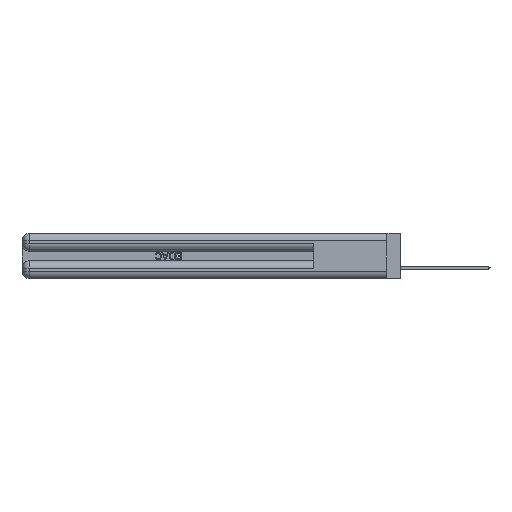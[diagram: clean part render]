
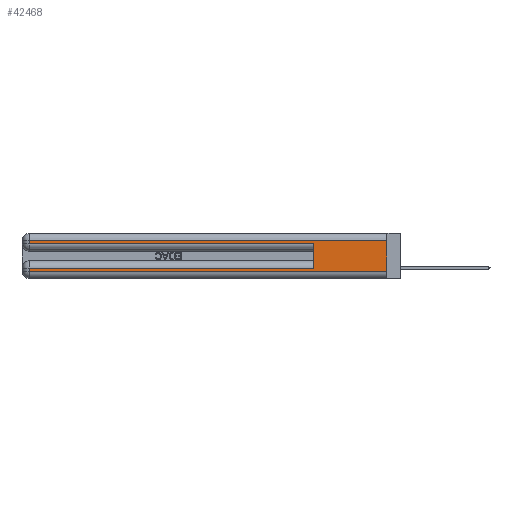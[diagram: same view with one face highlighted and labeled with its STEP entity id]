
A CAD part, left-side view. The second image highlights one B-rep face of the part: STEP entity #42468.
In plain terms, the highlighted planar face has unit normal (-1, 0, 0).
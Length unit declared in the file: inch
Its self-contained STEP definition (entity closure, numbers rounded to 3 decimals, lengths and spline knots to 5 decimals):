
#409 = CARTESIAN_POINT ( 'NONE',  ( 0., 2.94, 0.285 ) ) ;
#1837 = EDGE_CURVE ( 'NONE', #44312, #40993, #10261, .T. ) ;
#2437 = CARTESIAN_POINT ( 'NONE',  ( 0., 0.6, 0.285 ) ) ;
#4021 = VECTOR ( 'NONE', #45361, 39.37008 ) ;
#4146 = CARTESIAN_POINT ( 'NONE',  ( 0., 0., 0.37 ) ) ;
#5615 = EDGE_CURVE ( 'NONE', #31708, #40993, #35370, .T. ) ;
#6114 = FACE_OUTER_BOUND ( 'NONE', #7697, .T. ) ;
#6624 = PLANE ( 'NONE',  #38457 ) ;
#7384 = VERTEX_POINT ( 'NONE', #27730 ) ;
#7456 = DIRECTION ( 'NONE',  ( 0., 1., 0. ) ) ;
#7697 = EDGE_LOOP ( 'NONE', ( #15091, #18986, #35019, #25838, #17847, #32362, #37340, #46324 ) ) ;
#9021 = CARTESIAN_POINT ( 'NONE',  ( 0., 2.94, 0.06 ) ) ;
#10251 = CARTESIAN_POINT ( 'NONE',  ( 0., 0., 0.285 ) ) ;
#10261 = LINE ( 'NONE', #27927, #27785 ) ;
#10482 = EDGE_CURVE ( 'NONE', #7384, #28491, #31819, .T. ) ;
#10640 = DIRECTION ( 'NONE',  ( 0., 0., -1. ) ) ;
#12623 = CARTESIAN_POINT ( 'NONE',  ( 0., 2.94, 0.37 ) ) ;
#13895 = CARTESIAN_POINT ( 'NONE',  ( 0., 0., 0.37 ) ) ;
#15091 = ORIENTED_EDGE ( 'NONE', *, *, #5615, .F. ) ;
#15257 = LINE ( 'NONE', #10251, #30602 ) ;
#15716 = CARTESIAN_POINT ( 'NONE',  ( 0., 2.94, 0.31 ) ) ;
#16216 = DIRECTION ( 'NONE',  ( 0., 0., -1. ) ) ;
#17634 = DIRECTION ( 'NONE',  ( 0., -1., 0. ) ) ;
#17847 = ORIENTED_EDGE ( 'NONE', *, *, #10482, .F. ) ;
#17869 = VECTOR ( 'NONE', #24749, 39.37008 ) ;
#18986 = ORIENTED_EDGE ( 'NONE', *, *, #23695, .T. ) ;
#19091 = EDGE_CURVE ( 'NONE', #30297, #34440, #27799, .T. ) ;
#19231 = VECTOR ( 'NONE', #34805, 39.37008 ) ;
#20040 = LINE ( 'NONE', #38585, #34215 ) ;
#20070 = CARTESIAN_POINT ( 'NONE',  ( 0., 0.6, 0.145 ) ) ;
#23695 = EDGE_CURVE ( 'NONE', #31708, #30297, #32041, .T. ) ;
#24634 = DIRECTION ( 'NONE',  ( 1., 0., 0. ) ) ;
#24749 = DIRECTION ( 'NONE',  ( 0., 1., 0. ) ) ;
#25838 = ORIENTED_EDGE ( 'NONE', *, *, #39833, .T. ) ;
#27730 = CARTESIAN_POINT ( 'NONE',  ( 0., 0.6, 0.085 ) ) ;
#27785 = VECTOR ( 'NONE', #38483, 39.37008 ) ;
#27799 = LINE ( 'NONE', #41522, #19231 ) ;
#27927 = CARTESIAN_POINT ( 'NONE',  ( 0., 0., 0.06 ) ) ;
#28491 = VERTEX_POINT ( 'NONE', #2437 ) ;
#29560 = EDGE_CURVE ( 'NONE', #46284, #44312, #33716, .T. ) ;
#30297 = VERTEX_POINT ( 'NONE', #15716 ) ;
#30602 = VECTOR ( 'NONE', #17634, 39.37008 ) ;
#31708 = VERTEX_POINT ( 'NONE', #31945 ) ;
#31713 = CARTESIAN_POINT ( 'NONE',  ( 0., 0., 0.31 ) ) ;
#31819 = LINE ( 'NONE', #20070, #4021 ) ;
#31945 = CARTESIAN_POINT ( 'NONE',  ( 0., 0., 0.31 ) ) ;
#32041 = LINE ( 'NONE', #31713, #17869 ) ;
#32362 = ORIENTED_EDGE ( 'NONE', *, *, #43619, .T. ) ;
#33716 = LINE ( 'NONE', #12623, #40987 ) ;
#34215 = VECTOR ( 'NONE', #7456, 39.37008 ) ;
#34440 = VERTEX_POINT ( 'NONE', #409 ) ;
#34805 = DIRECTION ( 'NONE',  ( 0., 0., -1. ) ) ;
#35019 = ORIENTED_EDGE ( 'NONE', *, *, #19091, .T. ) ;
#35030 = CARTESIAN_POINT ( 'NONE',  ( 0., 0., 0.06 ) ) ;
#35370 = LINE ( 'NONE', #4146, #43760 ) ;
#35853 = DIRECTION ( 'NONE',  ( 0., 0., -1. ) ) ;
#37110 = CARTESIAN_POINT ( 'NONE',  ( 0., 2.94, 0.085 ) ) ;
#37340 = ORIENTED_EDGE ( 'NONE', *, *, #29560, .T. ) ;
#38457 = AXIS2_PLACEMENT_3D ( 'NONE', #13895, #24634, #35853 ) ;
#38483 = DIRECTION ( 'NONE',  ( 0., -1., 0. ) ) ;
#38585 = CARTESIAN_POINT ( 'NONE',  ( 0., 0., 0.085 ) ) ;
#39833 = EDGE_CURVE ( 'NONE', #34440, #28491, #15257, .T. ) ;
#40987 = VECTOR ( 'NONE', #16216, 39.37008 ) ;
#40993 = VERTEX_POINT ( 'NONE', #35030 ) ;
#41522 = CARTESIAN_POINT ( 'NONE',  ( 0., 2.94, 0.37 ) ) ;
#42468 = ADVANCED_FACE ( 'NONE', ( #6114 ), #6624, .F. ) ;
#43619 = EDGE_CURVE ( 'NONE', #7384, #46284, #20040, .T. ) ;
#43760 = VECTOR ( 'NONE', #10640, 39.37008 ) ;
#44312 = VERTEX_POINT ( 'NONE', #9021 ) ;
#45361 = DIRECTION ( 'NONE',  ( 0., 0., 1. ) ) ;
#46284 = VERTEX_POINT ( 'NONE', #37110 ) ;
#46324 = ORIENTED_EDGE ( 'NONE', *, *, #1837, .T. ) ;
